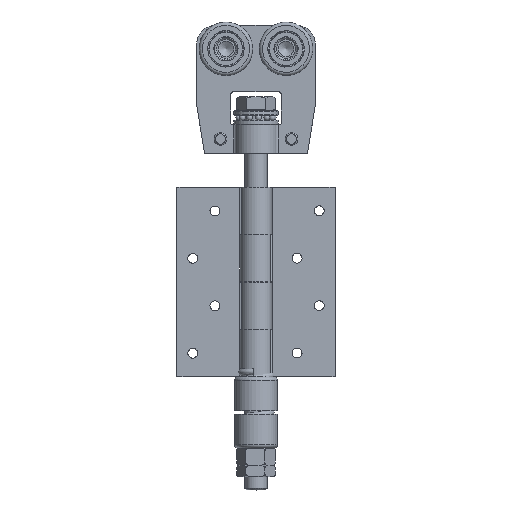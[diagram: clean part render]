
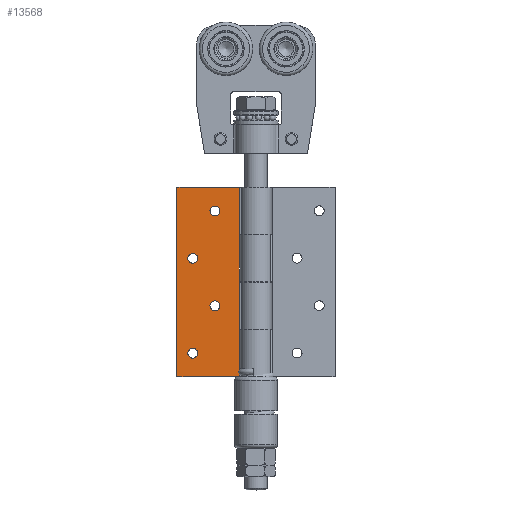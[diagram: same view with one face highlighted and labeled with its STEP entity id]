
A CAD part, top view. The second image highlights one B-rep face of the part: STEP entity #13568.
In plain terms, the highlighted planar face has unit normal (0, 0, 1).
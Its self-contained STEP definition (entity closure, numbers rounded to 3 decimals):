
#1425=FACE_BOUND('',#3002,.T.);
#1426=FACE_BOUND('',#3003,.T.);
#1427=FACE_BOUND('',#3004,.T.);
#1428=FACE_BOUND('',#3005,.T.);
#1590=PLANE('',#15366);
#2187=FACE_OUTER_BOUND('',#3001,.T.);
#3001=EDGE_LOOP('',(#11673,#11674,#11675,#11676,#11677,#11678,#11679,#11680,
#11681,#11682));
#3002=EDGE_LOOP('',(#11683));
#3003=EDGE_LOOP('',(#11684));
#3004=EDGE_LOOP('',(#11685));
#3005=EDGE_LOOP('',(#11686));
#3565=LINE('',#24404,#4154);
#3569=LINE('',#24420,#4158);
#3572=LINE('',#24427,#4161);
#3576=LINE('',#24443,#4165);
#3579=LINE('',#24449,#4168);
#3583=LINE('',#24466,#4172);
#3607=LINE('',#24543,#4196);
#3608=LINE('',#24545,#4197);
#3609=LINE('',#24547,#4198);
#3610=LINE('',#24548,#4199);
#4154=VECTOR('',#18962,10.);
#4158=VECTOR('',#18976,10.);
#4161=VECTOR('',#18981,10.);
#4165=VECTOR('',#18995,10.);
#4168=VECTOR('',#19000,10.);
#4172=VECTOR('',#19016,10.);
#4196=VECTOR('',#19106,10.);
#4197=VECTOR('',#19109,10.);
#4198=VECTOR('',#19112,10.);
#4199=VECTOR('',#19113,10.);
#5424=CIRCLE('',#15351,3.1);
#5426=CIRCLE('',#15355,3.1);
#5428=CIRCLE('',#15359,3.1);
#5430=CIRCLE('',#15363,3.1);
#6649=VERTEX_POINT('',#24402);
#6650=VERTEX_POINT('',#24403);
#6657=VERTEX_POINT('',#24419);
#6659=VERTEX_POINT('',#24425);
#6660=VERTEX_POINT('',#24426);
#6667=VERTEX_POINT('',#24442);
#6669=VERTEX_POINT('',#24448);
#6676=VERTEX_POINT('',#24464);
#6688=VERTEX_POINT('',#24511);
#6690=VERTEX_POINT('',#24519);
#6692=VERTEX_POINT('',#24527);
#6694=VERTEX_POINT('',#24535);
#6695=VERTEX_POINT('',#24539);
#6696=VERTEX_POINT('',#24541);
#8352=EDGE_CURVE('',#6649,#6650,#3565,.T.);
#8360=EDGE_CURVE('',#6657,#6649,#3569,.T.);
#8363=EDGE_CURVE('',#6659,#6660,#3572,.T.);
#8371=EDGE_CURVE('',#6667,#6659,#3576,.T.);
#8374=EDGE_CURVE('',#6669,#6667,#3579,.T.);
#8383=EDGE_CURVE('',#6660,#6676,#3583,.T.);
#8406=EDGE_CURVE('',#6688,#6688,#5424,.T.);
#8410=EDGE_CURVE('',#6690,#6690,#5426,.T.);
#8414=EDGE_CURVE('',#6692,#6692,#5428,.T.);
#8418=EDGE_CURVE('',#6694,#6694,#5430,.T.);
#8422=EDGE_CURVE('',#6696,#6695,#3607,.T.);
#8423=EDGE_CURVE('',#6650,#6669,#3608,.T.);
#8424=EDGE_CURVE('',#6676,#6695,#3609,.T.);
#8425=EDGE_CURVE('',#6696,#6657,#3610,.T.);
#11673=ORIENTED_EDGE('',*,*,#8352,.T.);
#11674=ORIENTED_EDGE('',*,*,#8423,.T.);
#11675=ORIENTED_EDGE('',*,*,#8374,.T.);
#11676=ORIENTED_EDGE('',*,*,#8371,.T.);
#11677=ORIENTED_EDGE('',*,*,#8363,.T.);
#11678=ORIENTED_EDGE('',*,*,#8383,.T.);
#11679=ORIENTED_EDGE('',*,*,#8424,.T.);
#11680=ORIENTED_EDGE('',*,*,#8422,.F.);
#11681=ORIENTED_EDGE('',*,*,#8425,.T.);
#11682=ORIENTED_EDGE('',*,*,#8360,.T.);
#11683=ORIENTED_EDGE('',*,*,#8410,.T.);
#11684=ORIENTED_EDGE('',*,*,#8406,.T.);
#11685=ORIENTED_EDGE('',*,*,#8418,.T.);
#11686=ORIENTED_EDGE('',*,*,#8414,.T.);
#13568=ADVANCED_FACE('',(#2187,#1425,#1426,#1427,#1428),#1590,.T.);
#15351=AXIS2_PLACEMENT_3D('',#24512,#19069,#19070);
#15355=AXIS2_PLACEMENT_3D('',#24520,#19079,#19080);
#15359=AXIS2_PLACEMENT_3D('',#24528,#19089,#19090);
#15363=AXIS2_PLACEMENT_3D('',#24536,#19099,#19100);
#15366=AXIS2_PLACEMENT_3D('',#24546,#19110,#19111);
#18962=DIRECTION('',(1.,0.,0.));
#18976=DIRECTION('',(0.,1.,0.));
#18981=DIRECTION('',(1.,0.,0.));
#18995=DIRECTION('',(0.,1.,0.));
#19000=DIRECTION('',(-1.,0.,0.));
#19016=DIRECTION('',(0.,1.,0.));
#19069=DIRECTION('center_axis',(0.,0.,
-1.));
#19070=DIRECTION('ref_axis',(-1.,0.,0.));
#19079=DIRECTION('center_axis',(0.,0.,
-1.));
#19080=DIRECTION('ref_axis',(-1.,0.,0.));
#19089=DIRECTION('center_axis',(0.,0.,
-1.));
#19090=DIRECTION('ref_axis',(-1.,0.,0.));
#19099=DIRECTION('center_axis',(0.,0.,
-1.));
#19100=DIRECTION('ref_axis',(-1.,0.,0.));
#19106=DIRECTION('',(0.,1.,0.));
#19109=DIRECTION('',(0.,1.,0.));
#19110=DIRECTION('center_axis',(0.,0.,
1.));
#19111=DIRECTION('ref_axis',(0.,1.,0.));
#19112=DIRECTION('',(-1.,0.,0.));
#19113=DIRECTION('',(1.,0.,0.));
#24402=CARTESIAN_POINT('',(-10.462,-151.95,-4.35));
#24403=CARTESIAN_POINT('',(-10.166,-151.95,-4.35));
#24404=CARTESIAN_POINT('',(-0.083,-151.95,-4.35));
#24419=CARTESIAN_POINT('',(-10.462,-182.,-4.35));
#24420=CARTESIAN_POINT('',(-10.462,-166.975,-4.35));
#24425=CARTESIAN_POINT('',(-10.462,-91.95,-4.35));
#24426=CARTESIAN_POINT('',(-10.166,-91.95,-4.35));
#24427=CARTESIAN_POINT('',(-0.083,-91.95,-4.35));
#24442=CARTESIAN_POINT('',(-10.462,-122.05,-4.35));
#24443=CARTESIAN_POINT('',(-10.462,-136.975,-4.35));
#24448=CARTESIAN_POINT('',(-10.166,-122.05,-4.35));
#24449=CARTESIAN_POINT('',(-10.314,-122.05,-4.35));
#24464=CARTESIAN_POINT('',(-10.166,-62.,-4.35));
#24466=CARTESIAN_POINT('',(-10.166,-182.,-4.35));
#24511=CARTESIAN_POINT('',(-36.9,-167.,-4.35));
#24512=CARTESIAN_POINT('Origin',(-40.,-167.,-4.35));
#24519=CARTESIAN_POINT('',(-36.9,-107.,-4.35));
#24520=CARTESIAN_POINT('Origin',(-40.,-107.,-4.35));
#24527=CARTESIAN_POINT('',(-22.9,-77.,-4.35));
#24528=CARTESIAN_POINT('Origin',(-26.,-77.,-4.35));
#24535=CARTESIAN_POINT('',(-22.9,-137.,-4.35));
#24536=CARTESIAN_POINT('Origin',(-26.,-137.,-4.35));
#24539=CARTESIAN_POINT('',(-50.,-62.,-4.35));
#24541=CARTESIAN_POINT('',(-50.,-182.,-4.35));
#24543=CARTESIAN_POINT('',(-50.,-182.,-4.35));
#24545=CARTESIAN_POINT('',(-10.166,-182.,-4.35));
#24546=CARTESIAN_POINT('Origin',(-10.166,-182.,-4.35));
#24547=CARTESIAN_POINT('',(-50.,-62.,-4.35));
#24548=CARTESIAN_POINT('',(-50.,-182.,-4.35));
